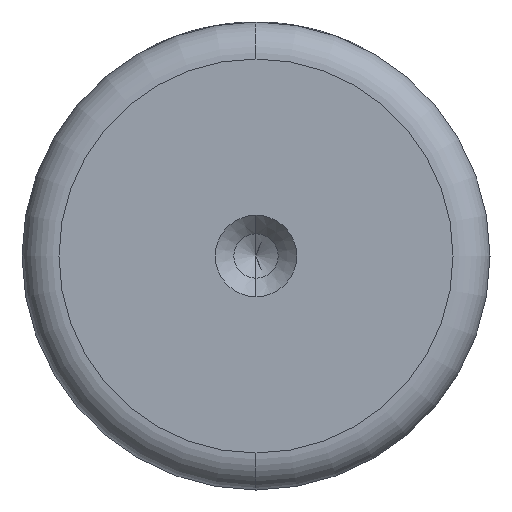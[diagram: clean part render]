
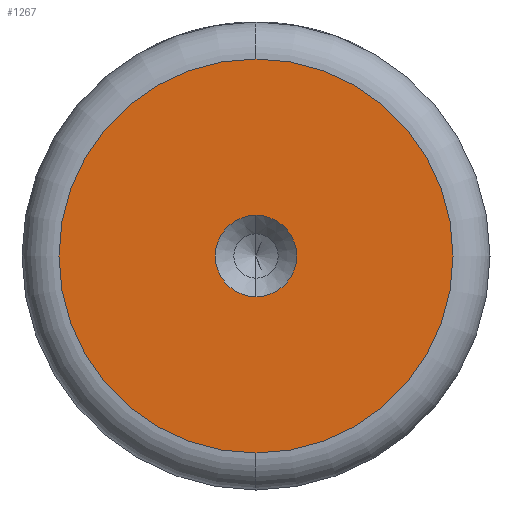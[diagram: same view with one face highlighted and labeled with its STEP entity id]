
A CAD part, left-side view. The second image highlights one B-rep face of the part: STEP entity #1267.
In plain terms, the highlighted planar face has unit normal (-1, 0, 0).
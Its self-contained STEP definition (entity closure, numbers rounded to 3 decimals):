
#54 = DIRECTION ( 'NONE',  ( -1., 0., 0. ) ) ;
#93 = VERTEX_POINT ( 'NONE', #520 ) ;
#127 = CARTESIAN_POINT ( 'NONE',  ( 0., 0., 0. ) ) ;
#134 = CIRCLE ( 'NONE', #624, 3.3 ) ;
#142 = AXIS2_PLACEMENT_3D ( 'NONE', #1145, #498, #1249 ) ;
#149 = CARTESIAN_POINT ( 'NONE',  ( 0., 0., 0. ) ) ;
#157 = EDGE_CURVE ( 'NONE', #954, #407, #772, .T. ) ;
#178 = CARTESIAN_POINT ( 'NONE',  ( 0., 0., 0. ) ) ;
#183 = FACE_OUTER_BOUND ( 'NONE', #643, .T. ) ;
#252 = DIRECTION ( 'NONE',  ( 0., 0., 1. ) ) ;
#273 = ORIENTED_EDGE ( 'NONE', *, *, #157, .T. ) ;
#292 = EDGE_LOOP ( 'NONE', ( #937, #334 ) ) ;
#301 = AXIS2_PLACEMENT_3D ( 'NONE', #732, #54, #836 ) ;
#302 = DIRECTION ( 'NONE',  ( 0., 0., 1. ) ) ;
#311 = VERTEX_POINT ( 'NONE', #1417 ) ;
#334 = ORIENTED_EDGE ( 'NONE', *, *, #1310, .F. ) ;
#390 = AXIS2_PLACEMENT_3D ( 'NONE', #149, #1150, #503 ) ;
#402 = PLANE ( 'NONE',  #390 ) ;
#407 = VERTEX_POINT ( 'NONE', #570 ) ;
#482 = AXIS2_PLACEMENT_3D ( 'NONE', #178, #955, #302 ) ;
#498 = DIRECTION ( 'NONE',  ( -1., 0., 0. ) ) ;
#503 = DIRECTION ( 'NONE',  ( 0., 0., 1. ) ) ;
#520 = CARTESIAN_POINT ( 'NONE',  ( 0., 0., 3.3 ) ) ;
#526 = CIRCLE ( 'NONE', #142, 16. ) ;
#570 = CARTESIAN_POINT ( 'NONE',  ( 0., 0., -16. ) ) ;
#624 = AXIS2_PLACEMENT_3D ( 'NONE', #127, #909, #252 ) ;
#643 = EDGE_LOOP ( 'NONE', ( #273, #1123 ) ) ;
#732 = CARTESIAN_POINT ( 'NONE',  ( 0., 0., 0. ) ) ;
#747 = FACE_BOUND ( 'NONE', #292, .T. ) ;
#772 = CIRCLE ( 'NONE', #482, 16. ) ;
#776 = CIRCLE ( 'NONE', #301, 3.3 ) ;
#836 = DIRECTION ( 'NONE',  ( 0., 0., 1. ) ) ;
#909 = DIRECTION ( 'NONE',  ( -1., 0., 0. ) ) ;
#937 = ORIENTED_EDGE ( 'NONE', *, *, #1018, .F. ) ;
#954 = VERTEX_POINT ( 'NONE', #1101 ) ;
#955 = DIRECTION ( 'NONE',  ( -1., 0., 0. ) ) ;
#1018 = EDGE_CURVE ( 'NONE', #93, #311, #134, .T. ) ;
#1101 = CARTESIAN_POINT ( 'NONE',  ( 0., 0., 16. ) ) ;
#1123 = ORIENTED_EDGE ( 'NONE', *, *, #1228, .T. ) ;
#1145 = CARTESIAN_POINT ( 'NONE',  ( 0., 0., 0. ) ) ;
#1150 = DIRECTION ( 'NONE',  ( -1., 0., 0. ) ) ;
#1228 = EDGE_CURVE ( 'NONE', #407, #954, #526, .T. ) ;
#1249 = DIRECTION ( 'NONE',  ( 0., 0., 1. ) ) ;
#1267 = ADVANCED_FACE ( 'NONE', ( #747, #183 ), #402, .T. ) ;
#1310 = EDGE_CURVE ( 'NONE', #311, #93, #776, .T. ) ;
#1417 = CARTESIAN_POINT ( 'NONE',  ( 0., 0., -3.3 ) ) ;
